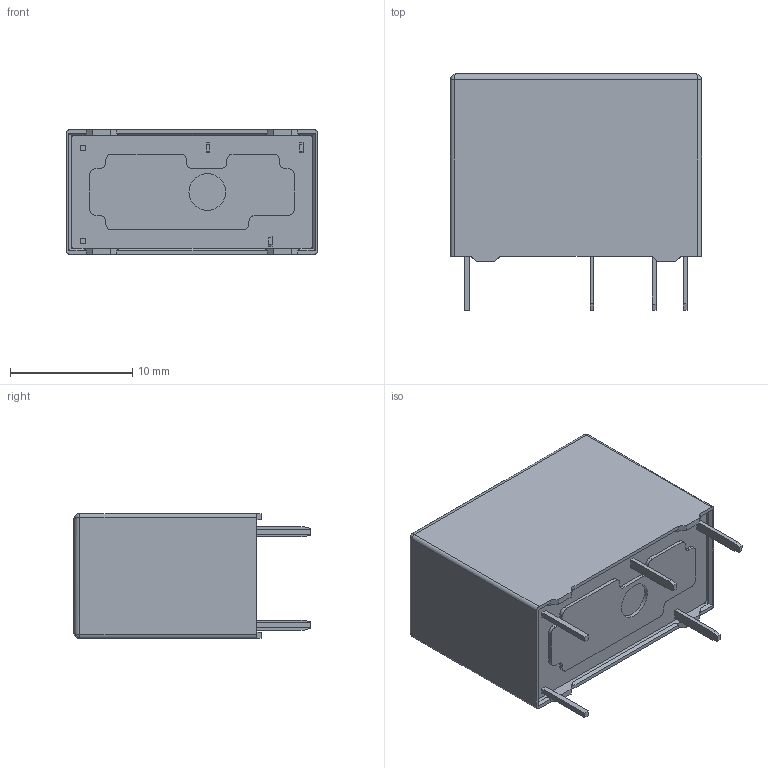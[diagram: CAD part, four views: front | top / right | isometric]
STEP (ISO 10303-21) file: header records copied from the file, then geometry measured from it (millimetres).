
FILE_DESCRIPTION (( 'STEP AP214' ), '1' );
FILE_NAME ('Same_Sky_PR30-12V-450-1C-E.step', '2024-11-15T16:25:01', ( '' ), ( '' ), 'SwSTEP 2.0', 'SolidWorks 2024', '' );
FILE_SCHEMA (( 'AUTOMOTIVE_DESIGN' ));
Length unit declared in the file: inch
Products named in the file (1): Same_Sky_PR30-12V-450-1C-E
Bounding box: 20.5 x 19.3 x 10.2 mm (x, y, z)
Volume: 1080.8 mm3; surface area: 2552.8 mm2
Topology: 6 solids, 6 shells, 206 faces, 548 edges, 354 vertices
Faces by surface type: plane 143, cylinder 47, torus 6, bspline 5, cone 4, sphere 1
Entity records: 6607 total; most frequent: CARTESIAN_POINT 1429, ORIENTED_EDGE 1084, DIRECTION 1013, EDGE_CURVE 542, VECTOR 421, LINE 421, VERTEX_POINT 354, AXIS2_PLACEMENT_3D 296
